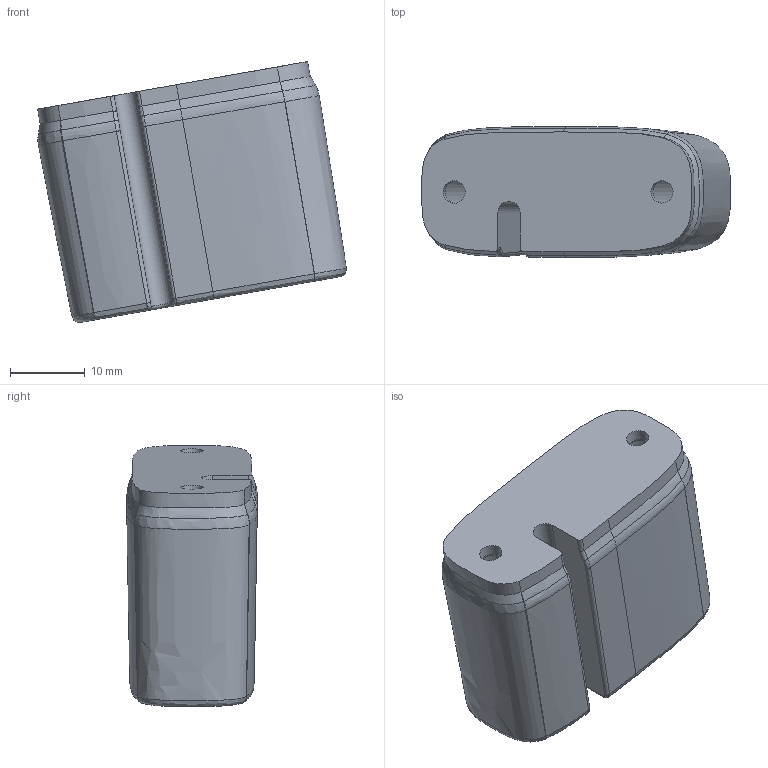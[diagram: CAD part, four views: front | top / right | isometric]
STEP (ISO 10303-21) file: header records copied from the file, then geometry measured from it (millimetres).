
FILE_DESCRIPTION(/* description */ (''),/* implementation_level */ '2;1');
FILE_NAME(/* name */ 'Schraubanschluss.step',/* time_stamp */ '2021-12-01T19:35:27+01:00',/* author */ (''),/* organization */ (''),/* preprocessor_version */ 'ST-DEVELOPER v18.1',/* originating_system */ 'Autodesk Translation Framework v10.10.0.1391',/* authorisation */ '');
FILE_SCHEMA (('AUTOMOTIVE_DESIGN { 1 0 10303 214 3 1 1 }'));
Length unit declared in the file: millimetre
Products named in the file (1): Schraubanschluss
Bounding box: 41.16 x 17.43 x 34.78 mm (x, y, z)
Volume: 13499.2 mm3; surface area: 5993.6 mm2
Topology: 1 solids, 1 shells, 98 faces, 235 edges, 133 vertices
Faces by surface type: bspline 59, cylinder 17, cone 8, torus 7, plane 7
Full cylindrical faces by diameter (mm): 3 x2, 6 x2, 13.157 x8
Entity records: 11185 total; most frequent: CARTESIAN_POINT 9349, ORIENTED_EDGE 454, DIRECTION 231, EDGE_CURVE 227, B_SPLINE_CURVE_WITH_KNOTS 136, VERTEX_POINT 133, EDGE_LOOP 104, AXIS2_PLACEMENT_3D 100
